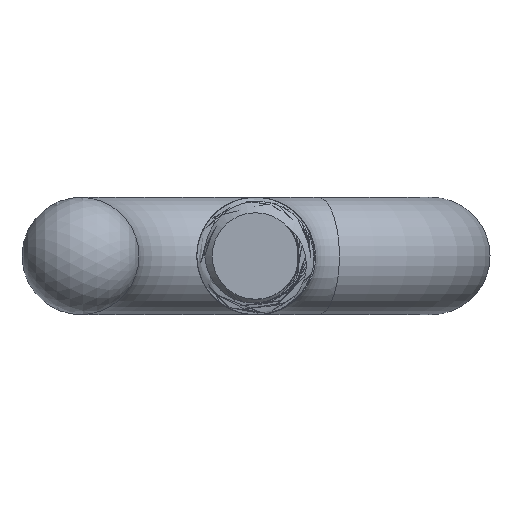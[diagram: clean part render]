
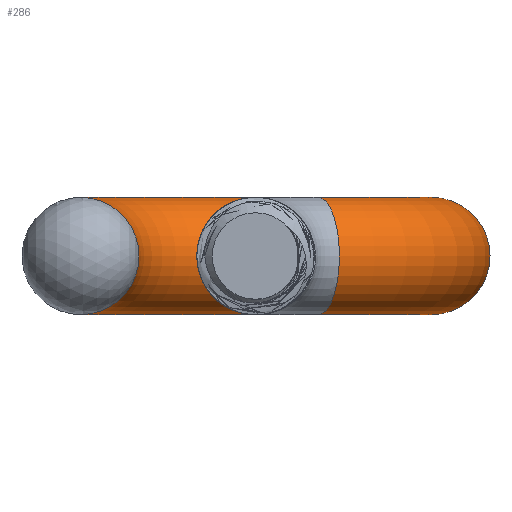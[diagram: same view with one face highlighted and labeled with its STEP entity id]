
A CAD part, front view. The second image highlights one B-rep face of the part: STEP entity #286.
In plain terms, the highlighted toroidal (fillet/blend) face has major radius 9.525 mm and minor radius 3.175 mm.
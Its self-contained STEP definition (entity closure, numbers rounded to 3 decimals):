
#68=FACE_BOUND('',#84,.T.);
#71=FACE_OUTER_BOUND('',#83,.T.);
#83=EDGE_LOOP('',(#192));
#84=EDGE_LOOP('',(#193));
#98=CIRCLE('',#307,3.175);
#99=CIRCLE('',#308,3.175);
#107=VERTEX_POINT('',#364);
#108=VERTEX_POINT('',#366);
#146=EDGE_CURVE('',#107,#107,#98,.T.);
#147=EDGE_CURVE('',#108,#108,#99,.T.);
#192=ORIENTED_EDGE('',*,*,#146,.T.);
#193=ORIENTED_EDGE('',*,*,#147,.F.);
#284=TOROIDAL_SURFACE('',#306,9.525,3.175);
#286=ADVANCED_FACE('',(#71,#68),#284,.T.);
#306=AXIS2_PLACEMENT_3D('',#363,#325,#326);
#307=AXIS2_PLACEMENT_3D('',#365,#327,#328);
#308=AXIS2_PLACEMENT_3D('',#367,#329,#330);
#325=DIRECTION('center_axis',(0.,0.,
1.));
#326=DIRECTION('ref_axis',(1.,0.,0.));
#327=DIRECTION('center_axis',(0.11,0.994,0.));
#328=DIRECTION('ref_axis',(-0.994,0.11,0.));
#329=DIRECTION('center_axis',(-0.934,-0.357,0.));
#330=DIRECTION('ref_axis',(-0.357,0.934,0.));
#363=CARTESIAN_POINT('Origin',(0.,63.5,0.));
#364=CARTESIAN_POINT('',(-9.467,64.546,-3.175));
#365=CARTESIAN_POINT('Origin',(-9.467,64.546,0.));
#366=CARTESIAN_POINT('',(2.268,57.569,0.));
#367=CARTESIAN_POINT('Origin',(3.402,54.603,0.));
